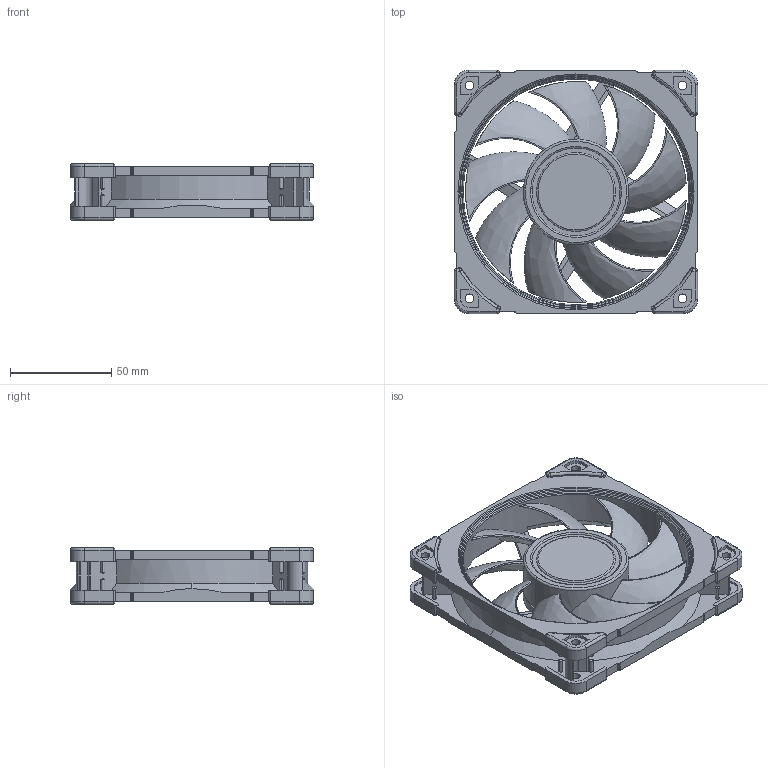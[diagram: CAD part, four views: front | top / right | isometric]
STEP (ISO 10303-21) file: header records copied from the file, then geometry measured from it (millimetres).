
FILE_DESCRIPTION (( 'STEP AP214' ), '1' );
FILE_NAME ('NF_A12x25_stp.STEP', '2020-04-01T09:08:28', ( '' ), ( '' ), 'SwSTEP 2.0', 'SolidWorks 2019', '' );
FILE_SCHEMA (( 'AUTOMOTIVE_DESIGN' ));
Length unit declared in the file: millimetre
Products named in the file (4): Frame; Fan; Damper; NF_A12x25_stp
Assembly tree (10 placements, depth 2):
  NF_A12x25_stp
    Frame
    Fan
    Damper  x8
Bounding box: 120 x 120 x 28 mm (x, y, z)
Volume: 113668.3 mm3; surface area: 79479.7 mm2
Topology: 10 solids, 10 shells, 829 faces, 2181 edges, 1384 vertices
Faces by surface type: cylinder 354, plane 342, bspline 46, cone 39, torus 32, sphere 16
Entity records: 20465 total; most frequent: CARTESIAN_POINT 8267, ORIENTED_EDGE 2550, DIRECTION 2508, EDGE_CURVE 1275, AXIS2_PLACEMENT_3D 928, VERTEX_POINT 838, VECTOR 652, LINE 652
